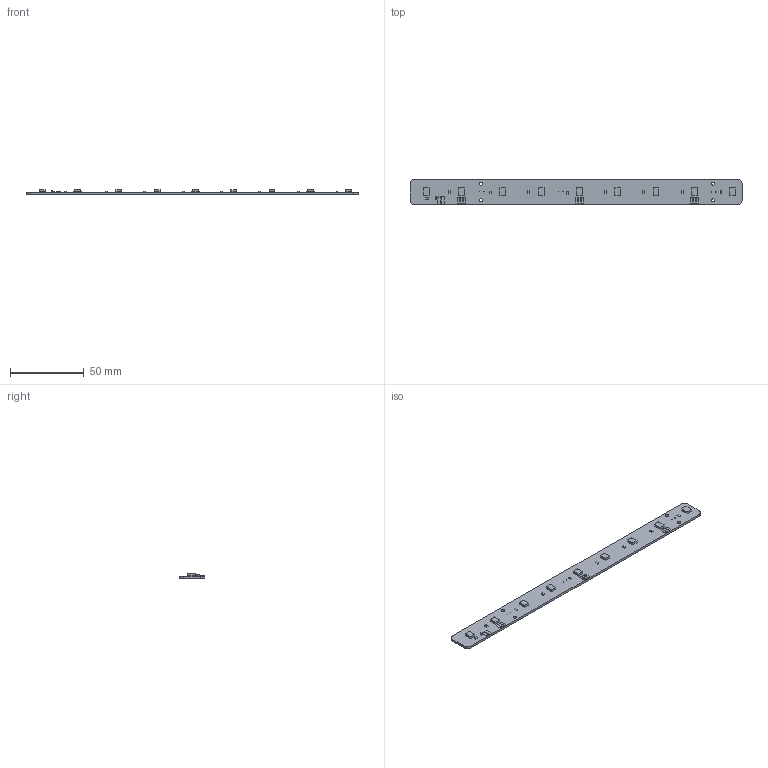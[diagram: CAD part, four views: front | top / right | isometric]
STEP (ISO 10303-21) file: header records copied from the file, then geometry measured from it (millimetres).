
FILE_DESCRIPTION(('KiCad electronic assembly'),'2;1');
FILE_NAME('photointerruptor-breakout-board.step','2021-10-20T11:16:05',( 'An Author'),('A Company'),'Open CASCADE STEP processor 7.5', 'KiCad to STEP converter','Unknown');
FILE_SCHEMA(('AUTOMOTIVE_DESIGN { 1 0 10303 214 1 1 1 1 }'));
Length unit declared in the file: millimetre
Products named in the file (12): Open CASCADE STEP translator 7.5 1; pads; SOLID; power pads; AEDR-8300; C_0603_1608Metric; R_0805_2012Metric; COMPOUND
Assembly tree (36 placements, depth 3):
  Open CASCADE STEP translator 7.5 1
    pads  x9
      SOLID
    power pads  x2
      SOLID
    AEDR-8300  x9
      SOLID
    C_0603_1608Metric
      SOLID
    R_0805_2012Metric  x9
      SOLID
    COMPOUND
Bounding box: 224.5 x 17.26 x 3.28 mm (x, y, z)
Volume: 6476.3 mm3; surface area: 9386.1 mm2
Topology: 31 solids, 31 shells, 464 faces, 1164 edges, 764 vertices
Faces by surface type: plane 322, cylinder 142
Full cylindrical faces by diameter (mm): 0.35 x6, 2.2 x4
Entity records: 7410 total; most frequent: CARTESIAN_POINT 1211, DIRECTION 1122, LINE 612, VECTOR 612, ORIENTED_EDGE 520, PCURVE 520, DEFINITIONAL_REPRESENTATION 520, EDGE_CURVE 260
